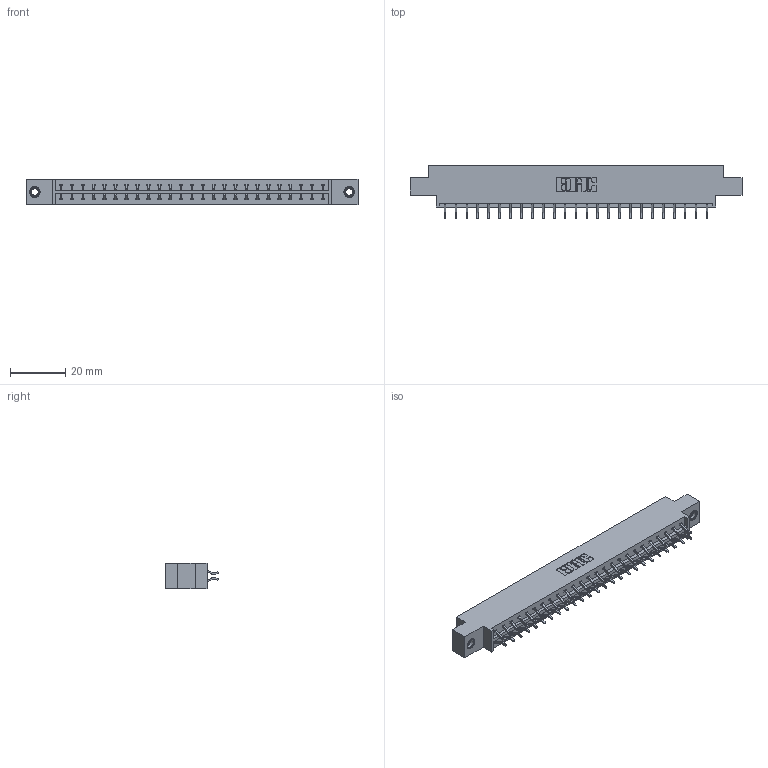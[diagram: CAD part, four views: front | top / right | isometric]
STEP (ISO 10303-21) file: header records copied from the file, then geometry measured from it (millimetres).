
FILE_DESCRIPTION (( 'STEP AP203' ), '1' );
FILE_NAME ('833-050-556-807.STEP', '2020-06-04T18:08:50', ( '' ), ( '' ), 'SwSTEP 2.0', 'SolidWorks 2020', '' );
FILE_SCHEMA (( 'CONFIG_CONTROL_DESIGN' ));
Length unit declared in the file: inch
Products named in the file (4): 833-050-556-807; 345-250-001_345-250-005-103; 345-292-001_556 Tail; 833 Part_Offset - .156 Dia - TI
Assembly tree (53 placements, depth 2):
  833-050-556-807
    833 Part_Offset - .156 Dia - TI
    345-292-001_556 Tail  x50
    345-250-001_345-250-005-103  x2
Bounding box: 120.6 x 19.57 x 9.4 mm (x, y, z)
Volume: 11910.2 mm3; surface area: 14103.8 mm2
Topology: 53 solids, 53 shells, 3078 faces, 9109 edges, 5998 vertices
Faces by surface type: plane 2106, cylinder 956, cone 12, torus 4
Entity records: 19820 total; most frequent: CARTESIAN_POINT 3305, ORIENTED_EDGE 3222, DIRECTION 2873, EDGE_CURVE 1611, LINE 1455, VECTOR 1455, VERTEX_POINT 1068, AXIS2_PLACEMENT_3D 709
